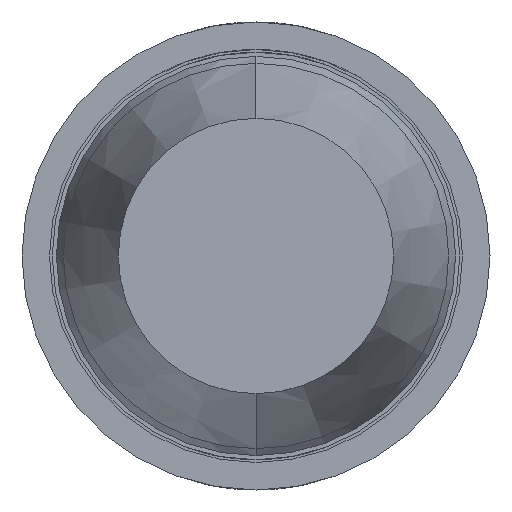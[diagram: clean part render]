
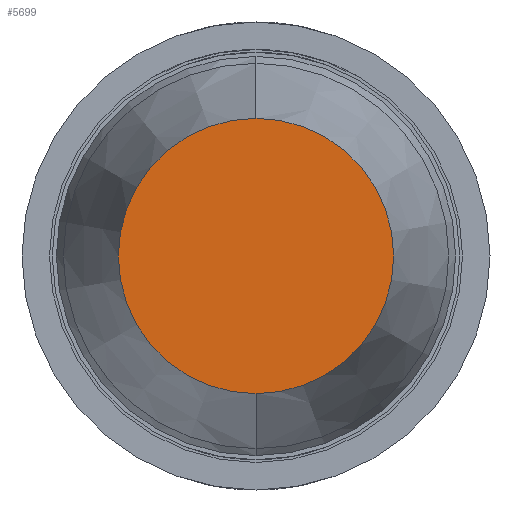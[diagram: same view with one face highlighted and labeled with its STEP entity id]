
A CAD part, front view. The second image highlights one B-rep face of the part: STEP entity #5699.
In plain terms, the highlighted planar face has unit normal (0, -1, 0).
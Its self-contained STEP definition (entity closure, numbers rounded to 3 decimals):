
#383 = DIRECTION ( 'NONE',  ( 0., 1., 0. ) ) ;
#787 = AXIS2_PLACEMENT_3D ( 'NONE', #5023, #1563, #1585 ) ;
#916 = CARTESIAN_POINT ( 'NONE',  ( 0., -36.5, 0.5 ) ) ;
#1292 = AXIS2_PLACEMENT_3D ( 'NONE', #1768, #6303, #3736 ) ;
#1395 = EDGE_CURVE ( 'Defeature ausgef�hrt1_59+Defeature ausgef�hrt1_58+Defeature ausgef�hrt1_58+Defeature ausgef�hrt1_58', #6094, #4881, #2334, .T. ) ;
#1563 = DIRECTION ( 'NONE',  ( 0., -1., 0. ) ) ;
#1585 = DIRECTION ( 'NONE',  ( 0., 0., -1. ) ) ;
#1768 = CARTESIAN_POINT ( 'NONE',  ( 0., -36.5, 0. ) ) ;
#1861 = PLANE ( 'NONE',  #4915 ) ;
#2026 = DIRECTION ( 'NONE',  ( 0., 0., 1. ) ) ;
#2334 = CIRCLE ( 'NONE', #787, 0.5 ) ;
#2971 = EDGE_CURVE ( 'Defeature ausgef�hrt1_59+Defeature ausgef�hrt1_58+Defeature ausgef�hrt1_58+Defeature ausgef�hrt1_58', #4881, #6094, #6551, .T. ) ;
#3032 = CARTESIAN_POINT ( 'NONE',  ( 0., -36.5, -0.5 ) ) ;
#3425 = CARTESIAN_POINT ( 'NONE',  ( 0.725, -36.5, 0. ) ) ;
#3736 = DIRECTION ( 'NONE',  ( 0., 0., -1. ) ) ;
#3854 = FACE_OUTER_BOUND ( 'NONE', #3885, .T. ) ;
#3885 = EDGE_LOOP ( 'NONE', ( #5212, #5353 ) ) ;
#4881 = VERTEX_POINT ( 'NONE', #3032 ) ;
#4915 = AXIS2_PLACEMENT_3D ( 'NONE', #3425, #383, #2026 ) ;
#5023 = CARTESIAN_POINT ( 'NONE',  ( 0., -36.5, 0. ) ) ;
#5212 = ORIENTED_EDGE ( 'NONE', *, *, #1395, .T. ) ;
#5353 = ORIENTED_EDGE ( 'NONE', *, *, #2971, .T. ) ;
#5699 = ADVANCED_FACE ( 'Defeature ausgef�hrt1_59', ( #3854 ), #1861, .F. ) ;
#6094 = VERTEX_POINT ( 'NONE', #916 ) ;
#6303 = DIRECTION ( 'NONE',  ( 0., -1., 0. ) ) ;
#6551 = CIRCLE ( 'NONE', #1292, 0.5 ) ;
